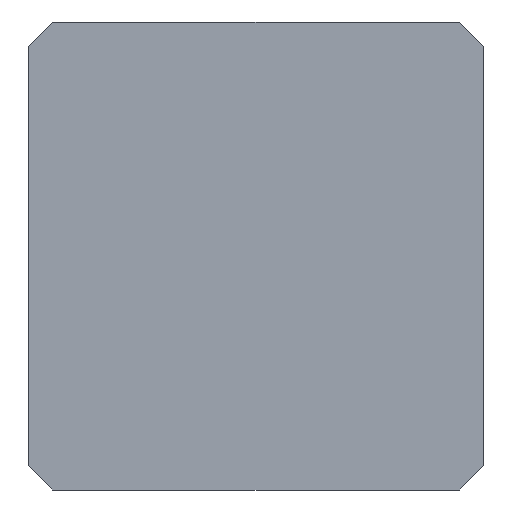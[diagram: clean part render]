
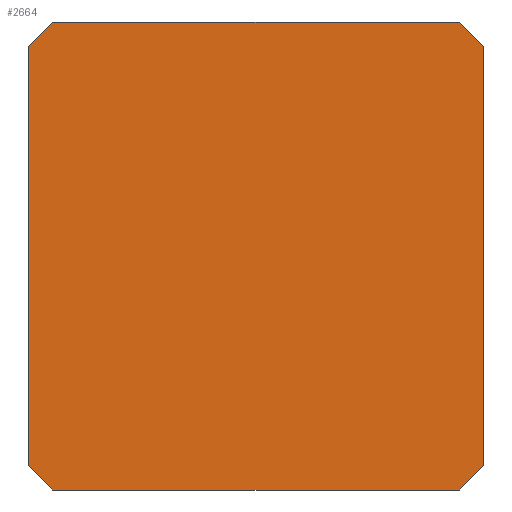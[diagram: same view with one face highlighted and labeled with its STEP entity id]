
A CAD part, front view. The second image highlights one B-rep face of the part: STEP entity #2664.
In plain terms, the highlighted planar face has unit normal (0, -1, 0).
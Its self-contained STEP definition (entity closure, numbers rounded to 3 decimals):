
#98=LINE('',#3718,#392);
#101=LINE('',#3723,#395);
#103=LINE('',#3727,#397);
#105=LINE('',#3731,#399);
#178=LINE('',#3955,#472);
#180=LINE('',#3959,#474);
#183=LINE('',#3964,#477);
#256=LINE('',#4188,#550);
#392=VECTOR('',#2972,10.);
#395=VECTOR('',#2977,10.);
#397=VECTOR('',#2981,10.);
#399=VECTOR('',#2985,10.);
#472=VECTOR('',#3138,10.);
#474=VECTOR('',#3142,10.);
#477=VECTOR('',#3147,10.);
#550=VECTOR('',#3314,10.);
#808=FACE_OUTER_BOUND('',#976,.T.);
#976=EDGE_LOOP('',(#2399,#2400,#2401,#2402,#2403,#2404,#2405,#2406));
#1075=VERTEX_POINT('',#3715);
#1076=VERTEX_POINT('',#3717);
#1077=VERTEX_POINT('',#3721);
#1078=VERTEX_POINT('',#3725);
#1079=VERTEX_POINT('',#3729);
#1190=VERTEX_POINT('',#3954);
#1191=VERTEX_POINT('',#3958);
#1192=VERTEX_POINT('',#3962);
#1328=EDGE_CURVE('',#1075,#1076,#98,.T.);
#1331=EDGE_CURVE('',#1075,#1077,#101,.T.);
#1333=EDGE_CURVE('',#1078,#1077,#103,.T.);
#1335=EDGE_CURVE('',#1078,#1079,#105,.T.);
#1446=EDGE_CURVE('',#1190,#1076,#178,.T.);
#1448=EDGE_CURVE('',#1190,#1191,#180,.T.);
#1451=EDGE_CURVE('',#1192,#1079,#183,.T.);
#1556=EDGE_CURVE('',#1192,#1191,#256,.T.);
#2399=ORIENTED_EDGE('',*,*,#1333,.F.);
#2400=ORIENTED_EDGE('',*,*,#1335,.T.);
#2401=ORIENTED_EDGE('',*,*,#1451,.F.);
#2402=ORIENTED_EDGE('',*,*,#1556,.T.);
#2403=ORIENTED_EDGE('',*,*,#1448,.F.);
#2404=ORIENTED_EDGE('',*,*,#1446,.T.);
#2405=ORIENTED_EDGE('',*,*,#1328,.F.);
#2406=ORIENTED_EDGE('',*,*,#1331,.T.);
#2516=PLANE('',#2902);
#2664=ADVANCED_FACE('',(#808),#2516,.F.);
#2902=AXIS2_PLACEMENT_3D('',#4409,#3645,#3646);
#2972=DIRECTION('',(-0.707,0.,0.707));
#2977=DIRECTION('',(1.,0.,0.));
#2981=DIRECTION('',(-0.707,0.,-0.707));
#2985=DIRECTION('',(0.,0.,1.));
#3138=DIRECTION('',(0.,0.,-1.));
#3142=DIRECTION('',(0.707,0.,0.707));
#3147=DIRECTION('',(0.707,0.,-0.707));
#3314=DIRECTION('',(-1.,0.,0.));
#3645=DIRECTION('center_axis',(0.,1.,0.));
#3646=DIRECTION('ref_axis',(1.,0.,0.));
#3715=CARTESIAN_POINT('',(-42.2,0.,-79.2));
#3717=CARTESIAN_POINT('',(-47.2,0.,-74.2));
#3718=CARTESIAN_POINT('',(-45.05,0.,-76.35));
#3721=CARTESIAN_POINT('',(42.2,0.,-79.2));
#3723=CARTESIAN_POINT('',(-47.2,0.,-79.2));
#3725=CARTESIAN_POINT('',(47.2,0.,-74.2));
#3727=CARTESIAN_POINT('',(45.05,0.,-76.35));
#3729=CARTESIAN_POINT('',(47.2,0.,13.));
#3731=CARTESIAN_POINT('',(47.2,0.,-79.2));
#3954=CARTESIAN_POINT('',(-47.2,0.,13.));
#3955=CARTESIAN_POINT('',(-47.2,0.,18.));
#3958=CARTESIAN_POINT('',(-42.2,0.,18.));
#3959=CARTESIAN_POINT('',(-45.05,0.,15.15));
#3962=CARTESIAN_POINT('',(42.2,0.,18.));
#3964=CARTESIAN_POINT('',(45.05,0.,15.15));
#4188=CARTESIAN_POINT('',(47.2,0.,18.));
#4409=CARTESIAN_POINT('Origin',(0.,0.,-30.6));
